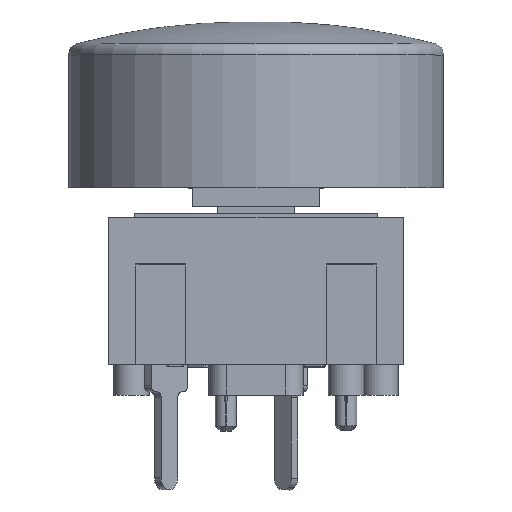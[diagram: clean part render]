
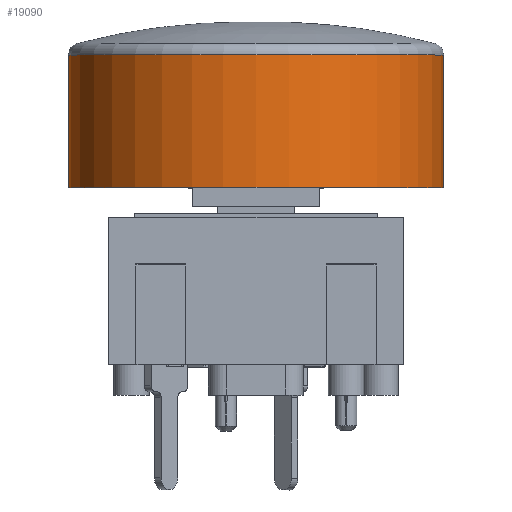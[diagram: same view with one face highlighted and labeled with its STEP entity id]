
A CAD part, top view. The second image highlights one B-rep face of the part: STEP entity #19090.
In plain terms, the highlighted cylindrical face has radius 7.938 mm (diameter 15.875 mm), a full revolution.
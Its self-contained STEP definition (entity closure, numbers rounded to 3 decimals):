
#19059=CARTESIAN_POINT('',(7.938,13.1,0.));
#19060=VERTEX_POINT('',#19059);
#19061=CARTESIAN_POINT('',(0.0,13.1,0.0));
#19062=DIRECTION('',(0.0,1.0,0.0));
#19063=DIRECTION('',(-1.0,0.0,0.0));
#19064=AXIS2_PLACEMENT_3D('',#19061,#19062,#19063);
#19065=CIRCLE('',#19064,7.938);
#19066=EDGE_CURVE('',#19060,#19060,#19065,.T.);
#19071=CARTESIAN_POINT('',(0.0,7.209,0.0));
#19072=DIRECTION('',(0.0,1.0,0.0));
#19073=DIRECTION('',(1.0,0.0,0.0));
#19074=AXIS2_PLACEMENT_3D('',#19071,#19072,#19073);
#19075=CYLINDRICAL_SURFACE('',#19074,7.938);
#19076=ORIENTED_EDGE('',*,*,#19066,.F.);
#19077=EDGE_LOOP('',(#19076));
#19078=FACE_OUTER_BOUND('',#19077,.T.);
#19079=CARTESIAN_POINT('',(7.938,7.489,0.));
#19080=VERTEX_POINT('',#19079);
#19081=CARTESIAN_POINT('',(0.0,7.489,0.0));
#19082=DIRECTION('',(0.0,1.0,0.0));
#19083=DIRECTION('',(1.0,0.0,0.0));
#19084=AXIS2_PLACEMENT_3D('',#19081,#19082,#19083);
#19085=CIRCLE('',#19084,7.938);
#19086=EDGE_CURVE('',#19080,#19080,#19085,.T.);
#19087=ORIENTED_EDGE('',*,*,#19086,.T.);
#19088=EDGE_LOOP('',(#19087));
#19089=FACE_BOUND('',#19088,.T.);
#19090=ADVANCED_FACE('',(#19078,#19089),#19075,.T.);
